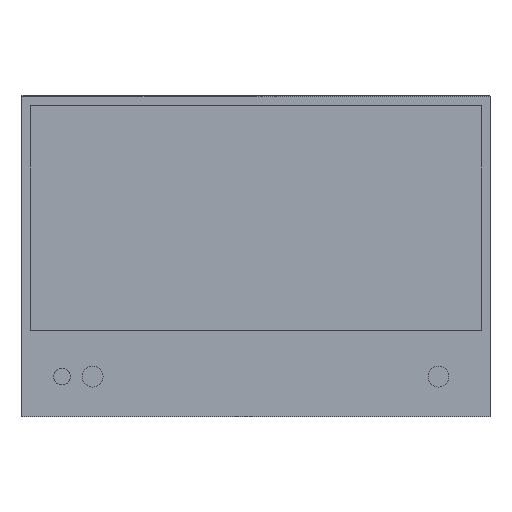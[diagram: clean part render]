
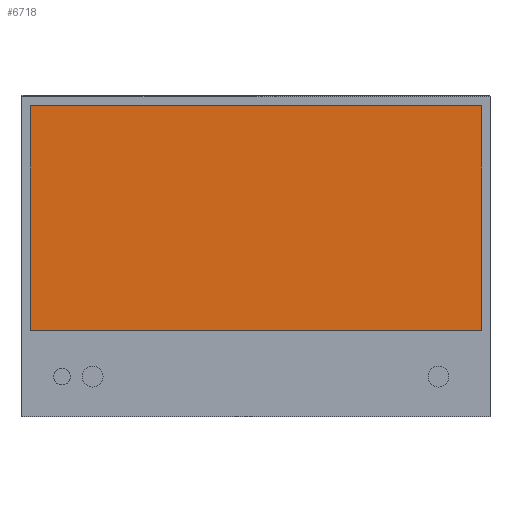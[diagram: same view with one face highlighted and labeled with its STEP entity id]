
A CAD part, front view. The second image highlights one B-rep face of the part: STEP entity #6718.
In plain terms, the highlighted planar face has unit normal (0, -1, 0).
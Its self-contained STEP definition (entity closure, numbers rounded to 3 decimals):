
#275=FACE_OUTER_BOUND('',#695,.T.);
#695=EDGE_LOOP('',(#4435,#4436,#4437,#4438));
#1116=LINE('',#9645,#1965);
#1120=LINE('',#9653,#1969);
#1126=LINE('',#9664,#1975);
#1127=LINE('',#9666,#1976);
#1965=VECTOR('',#7738,10.);
#1969=VECTOR('',#7744,10.);
#1975=VECTOR('',#7754,10.);
#1976=VECTOR('',#7757,10.);
#2814=VERTEX_POINT('',#9643);
#2815=VERTEX_POINT('',#9644);
#2818=VERTEX_POINT('',#9652);
#2821=VERTEX_POINT('',#9662);
#3462=EDGE_CURVE('',#2814,#2815,#1116,.T.);
#3466=EDGE_CURVE('',#2818,#2815,#1120,.T.);
#3472=EDGE_CURVE('',#2814,#2821,#1126,.T.);
#3473=EDGE_CURVE('',#2818,#2821,#1127,.T.);
#4435=ORIENTED_EDGE('',*,*,#3472,.T.);
#4436=ORIENTED_EDGE('',*,*,#3473,.F.);
#4437=ORIENTED_EDGE('',*,*,#3466,.T.);
#4438=ORIENTED_EDGE('',*,*,#3462,.F.);
#6337=PLANE('',#7210);
#6718=ADVANCED_FACE('',(#275),#6337,.T.);
#7210=AXIS2_PLACEMENT_3D('',#9665,#7755,#7756);
#7738=DIRECTION('',(0.,0.,1.));
#7744=DIRECTION('',(-1.,0.,0.));
#7754=DIRECTION('',(1.,0.,0.));
#7755=DIRECTION('center_axis',(0.,-1.,0.));
#7756=DIRECTION('ref_axis',(0.,0.,-1.));
#7757=DIRECTION('',(0.,0.,-1.));
#9643=CARTESIAN_POINT('',(-542.5,-320.,-545.6));
#9644=CARTESIAN_POINT('',(-542.5,-320.,-5.6));
#9645=CARTESIAN_POINT('',(-542.5,-320.,-5.6));
#9652=CARTESIAN_POINT('',(542.5,-320.,-5.6));
#9653=CARTESIAN_POINT('',(0.,-320.,-5.6));
#9662=CARTESIAN_POINT('',(542.5,-320.,-545.6));
#9664=CARTESIAN_POINT('',(0.,-320.,-545.6));
#9665=CARTESIAN_POINT('Origin',(0.,-320.,-5.6));
#9666=CARTESIAN_POINT('',(542.5,-320.,-5.6));
